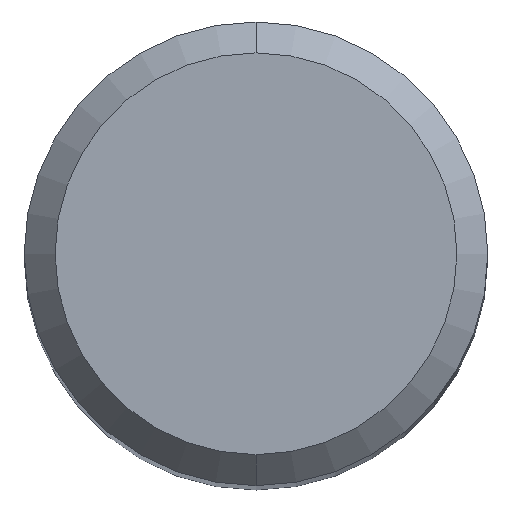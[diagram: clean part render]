
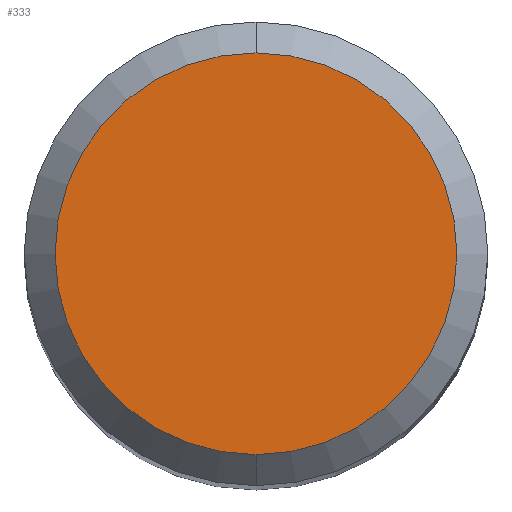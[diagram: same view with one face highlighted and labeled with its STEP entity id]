
A CAD part, top view. The second image highlights one B-rep face of the part: STEP entity #333.
In plain terms, the highlighted planar face has unit normal (0, 0, 1).
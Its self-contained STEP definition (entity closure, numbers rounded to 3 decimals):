
#267=VERTEX_POINT('',#590);
#333=ADVANCED_FACE('',(#661),#662,.T.);
#335=EDGE_CURVE('',#267,#359,#664,.T.);
#359=VERTEX_POINT('',#694);
#451=EDGE_CURVE('',#359,#267,#796,.T.);
#590=CARTESIAN_POINT('',(0.0,2.6,0.0));
#661=FACE_OUTER_BOUND('',#1178,.T.);
#662=PLANE('',#1179);
#664=CIRCLE('',#1182,2.6);
#694=CARTESIAN_POINT('',(0.,-2.6,0.0));
#796=CIRCLE('',#1433,2.6);
#1178=EDGE_LOOP('',(#1643,#1644));
#1179=AXIS2_PLACEMENT_3D('',#1645,#1646,#1647);
#1182=AXIS2_PLACEMENT_3D('',#1648,#1649,#1650);
#1433=AXIS2_PLACEMENT_3D('',#1814,#1815,#1816);
#1643=ORIENTED_EDGE('',*,*,#335,.F.);
#1644=ORIENTED_EDGE('',*,*,#451,.F.);
#1645=CARTESIAN_POINT('',(0.0,1.3,0.0));
#1646=DIRECTION('',(-0.0,0.0,1.0));
#1647=DIRECTION('',(0.0,-1.0,0.0));
#1648=CARTESIAN_POINT('',(0.0,0.0,0.0));
#1649=DIRECTION('',(0.0,0.0,-1.0));
#1650=DIRECTION('',(0.0,1.0,0.0));
#1814=CARTESIAN_POINT('',(0.0,0.0,0.0));
#1815=DIRECTION('',(0.0,0.0,-1.0));
#1816=DIRECTION('',(0.0,1.0,0.0));
